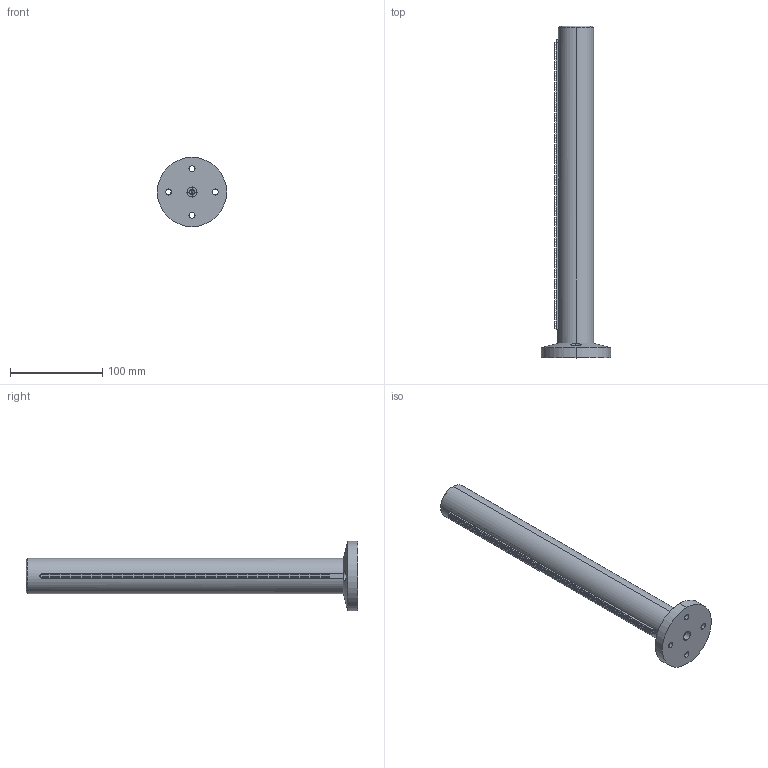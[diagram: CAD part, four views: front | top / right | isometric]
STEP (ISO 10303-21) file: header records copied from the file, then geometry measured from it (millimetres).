
FILE_DESCRIPTION (( 'STEP AP203' ), '1' );
FILE_NAME ('07LSR-2M.STEP', '2016-04-25T02:50:11', ( '' ), ( '' ), 'SwSTEP 2.0', 'SolidWorks 2016', '' );
FILE_SCHEMA (( 'CONFIG_CONTROL_DESIGN' ));
Length unit declared in the file: millimetre
Products named in the file (1): 07LSR-2M
Bounding box: 75 x 360 x 75 mm (x, y, z)
Volume: 451408.2 mm3; surface area: 74898.8 mm2
Topology: 3 solids, 3 shells, 595 faces, 1742 edges, 1157 vertices
Faces by surface type: plane 551, cylinder 38, cone 6
Entity records: 19781 total; most frequent: CARTESIAN_POINT 3849, ORIENTED_EDGE 3480, DIRECTION 2993, EDGE_CURVE 1740, VECTOR 1657, LINE 1657, VERTEX_POINT 1157, AXIS2_PLACEMENT_3D 668
